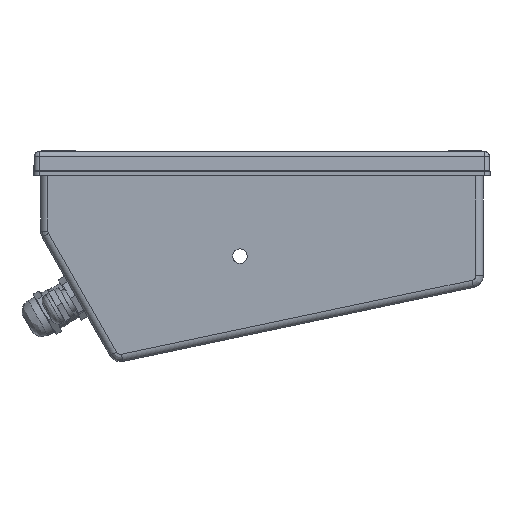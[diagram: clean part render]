
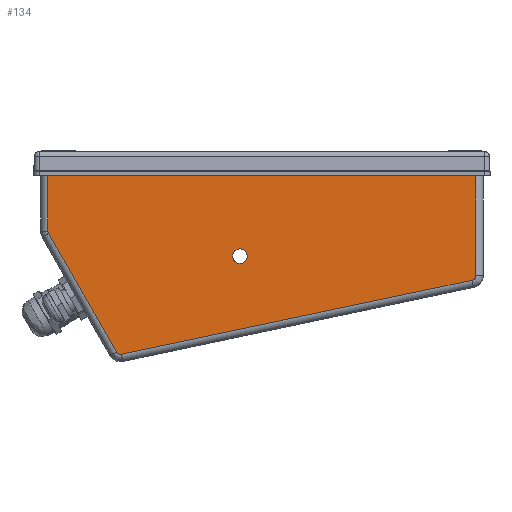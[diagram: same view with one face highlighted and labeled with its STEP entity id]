
A CAD part, left-side view. The second image highlights one B-rep face of the part: STEP entity #134.
In plain terms, the highlighted free-form (B-spline) face has degree [1, 1] with [2, 2] control points.
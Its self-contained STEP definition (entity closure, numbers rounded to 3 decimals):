
#134 = ADVANCED_FACE('',(#135,#149),#210,.T.);
#135 = FACE_BOUND('',#136,.T.);
#136 = EDGE_LOOP('',(#137));
#137 = ORIENTED_EDGE('',*,*,#138,.T.);
#138 = EDGE_CURVE('',#139,#139,#141,.T.);
#139 = VERTEX_POINT('',#140);
#140 = CARTESIAN_POINT('',(-190.391,24.911,3.887
    ));
#141 = ( BOUNDED_CURVE() B_SPLINE_CURVE(2,(#142,#143,#144,#145,#146,#147
,#148),.UNSPECIFIED.,.T.,.F.) B_SPLINE_CURVE_WITH_KNOTS((1,2,2,2,2,1),(
    -2.094,0.,2.094,4.189,6.283,
8.378),.UNSPECIFIED.) CURVE() GEOMETRIC_REPRESENTATION_ITEM() 
RATIONAL_B_SPLINE_CURVE((1.,0.5,1.,0.5,1.,0.5,1.)) REPRESENTATION_ITEM(
  '') );
#142 = CARTESIAN_POINT('',(-190.391,24.911,3.887
    ));
#143 = CARTESIAN_POINT('',(-190.391,24.911,
    11.429));
#144 = CARTESIAN_POINT('',(-190.391,18.379,
    7.658));
#145 = CARTESIAN_POINT('',(-190.391,11.848,3.887
    ));
#146 = CARTESIAN_POINT('',(-190.391,18.379,
    0.116));
#147 = CARTESIAN_POINT('',(-190.391,24.911,
    -3.655));
#148 = CARTESIAN_POINT('',(-190.391,24.911,3.887
    ));
#149 = FACE_BOUND('',#150,.T.);
#150 = EDGE_LOOP('',(#151,#160,#167,#175,#182,#190,#197,#205));
#151 = ORIENTED_EDGE('',*,*,#152,.F.);
#152 = EDGE_CURVE('',#153,#155,#157,.T.);
#153 = VERTEX_POINT('',#154);
#154 = CARTESIAN_POINT('',(-190.391,135.226,
    59.044));
#155 = VERTEX_POINT('',#156);
#156 = CARTESIAN_POINT('',(-190.391,-120.24,
    59.044));
#157 = B_SPLINE_CURVE_WITH_KNOTS('',1,(#158,#159),.UNSPECIFIED.,.F.,.F.,
  (2,2),(3.,179.),.PIECEWISE_BEZIER_KNOTS.);
#158 = CARTESIAN_POINT('',(-190.391,135.226,
    59.044));
#159 = CARTESIAN_POINT('',(-190.391,-120.24,
    59.044));
#160 = ORIENTED_EDGE('',*,*,#161,.T.);
#161 = EDGE_CURVE('',#153,#162,#164,.T.);
#162 = VERTEX_POINT('',#163);
#163 = CARTESIAN_POINT('',(-190.391,135.226,
    18.881));
#164 = B_SPLINE_CURVE_WITH_KNOTS('',1,(#165,#166),.UNSPECIFIED.,.F.,.F.,
  (2,2),(-82.,-54.33),.PIECEWISE_BEZIER_KNOTS.);
#165 = CARTESIAN_POINT('',(-190.391,135.226,
    59.044));
#166 = CARTESIAN_POINT('',(-190.391,135.226,
    18.881));
#167 = ORIENTED_EDGE('',*,*,#168,.T.);
#168 = EDGE_CURVE('',#162,#169,#171,.T.);
#169 = VERTEX_POINT('',#170);
#170 = CARTESIAN_POINT('',(-190.391,134.842,
    17.439));
#171 = ( BOUNDED_CURVE() B_SPLINE_CURVE(2,(#172,#173,#174),
.UNSPECIFIED.,.F.,.F.) B_SPLINE_CURVE_WITH_KNOTS((3,3),(3.142,
3.661),.PIECEWISE_BEZIER_KNOTS.) CURVE() 
GEOMETRIC_REPRESENTATION_ITEM() RATIONAL_B_SPLINE_CURVE((1.,
0.966,1.)) REPRESENTATION_ITEM('') );
#172 = CARTESIAN_POINT('',(-190.391,135.226,
    18.881));
#173 = CARTESIAN_POINT('',(-190.391,135.226,
    18.109));
#174 = CARTESIAN_POINT('',(-190.391,134.842,
    17.439));
#175 = ORIENTED_EDGE('',*,*,#176,.T.);
#176 = EDGE_CURVE('',#169,#177,#179,.T.);
#177 = VERTEX_POINT('',#178);
#178 = CARTESIAN_POINT('',(-190.391,94.389,
    -53.229));
#179 = B_SPLINE_CURVE_WITH_KNOTS('',1,(#180,#181),.UNSPECIFIED.,.F.,.F.,
  (2,2),(-56.098,0.),.PIECEWISE_BEZIER_KNOTS.);
#180 = CARTESIAN_POINT('',(-190.391,134.842,
    17.439));
#181 = CARTESIAN_POINT('',(-190.391,94.389,
    -53.229));
#182 = ORIENTED_EDGE('',*,*,#183,.T.);
#183 = EDGE_CURVE('',#177,#184,#186,.T.);
#184 = VERTEX_POINT('',#185);
#185 = CARTESIAN_POINT('',(-190.391,91.271,
    -54.627));
#186 = ( BOUNDED_CURVE() B_SPLINE_CURVE(2,(#187,#188,#189),
.UNSPECIFIED.,.F.,.F.) B_SPLINE_CURVE_WITH_KNOTS((3,3),(3.661,
4.92),.PIECEWISE_BEZIER_KNOTS.) CURVE() 
GEOMETRIC_REPRESENTATION_ITEM() RATIONAL_B_SPLINE_CURVE((1.,
0.808,1.)) REPRESENTATION_ITEM('') );
#187 = CARTESIAN_POINT('',(-190.391,94.389,
    -53.229));
#188 = CARTESIAN_POINT('',(-190.391,93.339,
    -55.064));
#189 = CARTESIAN_POINT('',(-190.391,91.271,
    -54.627));
#190 = ORIENTED_EDGE('',*,*,#191,.T.);
#191 = EDGE_CURVE('',#184,#192,#194,.T.);
#192 = VERTEX_POINT('',#193);
#193 = CARTESIAN_POINT('',(-190.391,-117.936,
    -10.485));
#194 = B_SPLINE_CURVE_WITH_KNOTS('',1,(#195,#196),.UNSPECIFIED.,.F.,.F.,
  (2,2),(-147.304,0.),.PIECEWISE_BEZIER_KNOTS.);
#195 = CARTESIAN_POINT('',(-190.391,91.271,
    -54.627));
#196 = CARTESIAN_POINT('',(-190.391,-117.936,
    -10.485));
#197 = ORIENTED_EDGE('',*,*,#198,.T.);
#198 = EDGE_CURVE('',#192,#199,#201,.T.);
#199 = VERTEX_POINT('',#200);
#200 = CARTESIAN_POINT('',(-190.391,-120.24,
    -7.645));
#201 = ( BOUNDED_CURVE() B_SPLINE_CURVE(2,(#202,#203,#204),
.UNSPECIFIED.,.F.,.F.) B_SPLINE_CURVE_WITH_KNOTS((3,3),(4.92,
6.283),.PIECEWISE_BEZIER_KNOTS.) CURVE() 
GEOMETRIC_REPRESENTATION_ITEM() RATIONAL_B_SPLINE_CURVE((1.,
0.777,1.)) REPRESENTATION_ITEM('') );
#202 = CARTESIAN_POINT('',(-190.391,-117.936,
    -10.485));
#203 = CARTESIAN_POINT('',(-190.391,-120.24,
    -9.999));
#204 = CARTESIAN_POINT('',(-190.391,-120.24,
    -7.645));
#205 = ORIENTED_EDGE('',*,*,#206,.T.);
#206 = EDGE_CURVE('',#199,#155,#207,.T.);
#207 = B_SPLINE_CURVE_WITH_KNOTS('',1,(#208,#209),.UNSPECIFIED.,.F.,.F.,
  (2,2),(36.055,82.),.PIECEWISE_BEZIER_KNOTS.);
#208 = CARTESIAN_POINT('',(-190.391,-120.24,
    -7.645));
#209 = CARTESIAN_POINT('',(-190.391,-120.24,
    59.044));
#210 = B_SPLINE_SURFACE_WITH_KNOTS('',1,1,(
    (#211,#212)
    ,(#213,#214
    )),.UNSPECIFIED.,.F.,.F.,.F.,(2,2),(2,2),(3.,179.),(3.644,
    82.),.PIECEWISE_BEZIER_KNOTS.);
#211 = CARTESIAN_POINT('',(-190.391,135.226,
    -54.69));
#212 = CARTESIAN_POINT('',(-190.391,135.226,
    59.044));
#213 = CARTESIAN_POINT('',(-190.391,-120.24,
    -54.69));
#214 = CARTESIAN_POINT('',(-190.391,-120.24,
    59.044));
